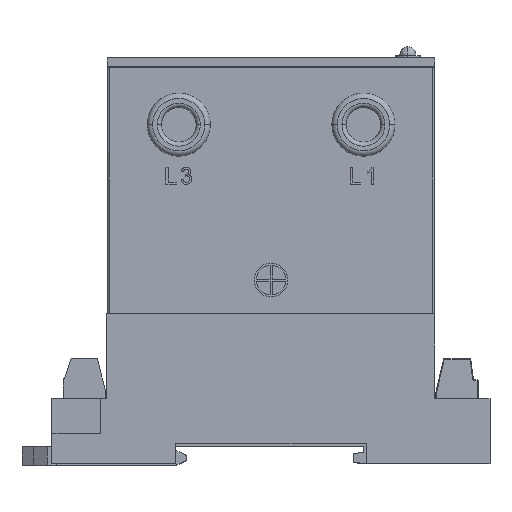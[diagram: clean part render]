
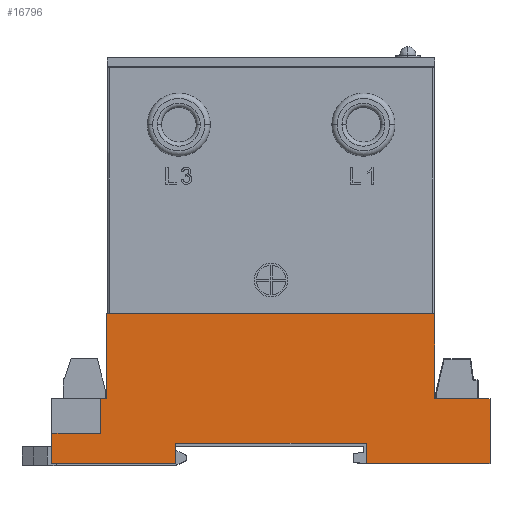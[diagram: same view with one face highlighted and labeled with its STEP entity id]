
A CAD part, top view. The second image highlights one B-rep face of the part: STEP entity #16796.
In plain terms, the highlighted face is planar.
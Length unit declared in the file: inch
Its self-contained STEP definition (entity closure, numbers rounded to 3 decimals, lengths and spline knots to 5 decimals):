
#198 = ORIENTED_EDGE ( 'NONE', *, *, #9906, .T. ) ;
#532 = ORIENTED_EDGE ( 'NONE', *, *, #24883, .T. ) ;
#645 = VERTEX_POINT ( 'NONE', #6477 ) ;
#857 = VECTOR ( 'NONE', #6536, 39.37008 ) ;
#1045 = AXIS2_PLACEMENT_3D ( 'NONE', #13502, #3668, #17368 ) ;
#1145 = ORIENTED_EDGE ( 'NONE', *, *, #18174, .F. ) ;
#1189 = VECTOR ( 'NONE', #24722, 39.37008 ) ;
#1457 = VECTOR ( 'NONE', #21639, 39.37008 ) ;
#1573 = ORIENTED_EDGE ( 'NONE', *, *, #2918, .T. ) ;
#1620 = CARTESIAN_POINT ( 'NONE',  ( -0.71, 0.15, -0.7105 ) ) ;
#1809 = VECTOR ( 'NONE', #9845, 39.37008 ) ;
#1846 = ORIENTED_EDGE ( 'NONE', *, *, #6762, .T. ) ;
#1859 = CARTESIAN_POINT ( 'NONE',  ( 1.6325, 0.222, -0.7105 ) ) ;
#1899 = VECTOR ( 'NONE', #2044, 39.37008 ) ;
#1966 = CARTESIAN_POINT ( 'NONE',  ( 1.2225, 1.115, -0.7105 ) ) ;
#1981 = ORIENTED_EDGE ( 'NONE', *, *, #19820, .F. ) ;
#1992 = VECTOR ( 'NONE', #24959, 39.37008 ) ;
#2044 = DIRECTION ( 'NONE',  ( -1., 0., 0. ) ) ;
#2126 = DIRECTION ( 'NONE',  ( 1., 0., 0. ) ) ;
#2187 = CARTESIAN_POINT ( 'NONE',  ( 0.71, 0.15, -0.7105 ) ) ;
#2581 = ORIENTED_EDGE ( 'NONE', *, *, #5140, .T. ) ;
#2775 = DIRECTION ( 'NONE',  ( 0., 1., 0. ) ) ;
#2880 = CARTESIAN_POINT ( 'NONE',  ( -1.6325, 0.482, -0.7105 ) ) ;
#2918 = EDGE_CURVE ( 'NONE', #23890, #11645, #12080, .T. ) ;
#3034 = VECTOR ( 'NONE', #20911, 39.37008 ) ;
#3076 = CARTESIAN_POINT ( 'NONE',  ( -1.6325, 0., -0.7105 ) ) ;
#3596 = VERTEX_POINT ( 'NONE', #11325 ) ;
#3668 = DIRECTION ( 'NONE',  ( 0., 0., 1. ) ) ;
#3883 = DIRECTION ( 'NONE',  ( -1., 0., 0. ) ) ;
#4390 = CARTESIAN_POINT ( 'NONE',  ( 1.2225, 0.482, -0.7105 ) ) ;
#4966 = CARTESIAN_POINT ( 'NONE',  ( 1.2675, 0.222, -0.7105 ) ) ;
#5140 = EDGE_CURVE ( 'NONE', #6042, #11570, #20438, .T. ) ;
#5532 = EDGE_CURVE ( 'NONE', #11570, #24313, #17141, .T. ) ;
#5591 = LINE ( 'NONE', #18424, #19863 ) ;
#6042 = VERTEX_POINT ( 'NONE', #9687 ) ;
#6064 = CARTESIAN_POINT ( 'NONE',  ( 1.2225, 0.482, -0.7105 ) ) ;
#6100 = ORIENTED_EDGE ( 'NONE', *, *, #7624, .T. ) ;
#6477 = CARTESIAN_POINT ( 'NONE',  ( -0.71, 0.15, -0.7105 ) ) ;
#6511 = LINE ( 'NONE', #11187, #1189 ) ;
#6536 = DIRECTION ( 'NONE',  ( 0., -1., 0. ) ) ;
#6762 = EDGE_CURVE ( 'NONE', #22690, #16231, #25238, .T. ) ;
#6846 = VECTOR ( 'NONE', #20459, 39.37008 ) ;
#6921 = VECTOR ( 'NONE', #15420, 39.37008 ) ;
#6938 = ORIENTED_EDGE ( 'NONE', *, *, #5532, .T. ) ;
#7075 = CARTESIAN_POINT ( 'NONE',  ( -1.6325, 0., -0.7105 ) ) ;
#7187 = LINE ( 'NONE', #11914, #1899 ) ;
#7294 = LINE ( 'NONE', #11431, #1992 ) ;
#7318 = EDGE_CURVE ( 'NONE', #24313, #645, #6511, .T. ) ;
#7565 = EDGE_CURVE ( 'NONE', #23890, #23402, #12653, .T. ) ;
#7624 = EDGE_CURVE ( 'NONE', #11645, #11556, #5591, .T. ) ;
#7682 = VERTEX_POINT ( 'NONE', #4966 ) ;
#7865 = CARTESIAN_POINT ( 'NONE',  ( 1.2675, 0.222, -0.7105 ) ) ;
#9295 = CARTESIAN_POINT ( 'NONE',  ( 1.6325, 1.115, -0.7105 ) ) ;
#9333 = CARTESIAN_POINT ( 'NONE',  ( 0.71, 0., -0.7105 ) ) ;
#9372 = ORIENTED_EDGE ( 'NONE', *, *, #18583, .T. ) ;
#9521 = PLANE ( 'NONE',  #1045 ) ;
#9591 = ORIENTED_EDGE ( 'NONE', *, *, #20398, .F. ) ;
#9687 = CARTESIAN_POINT ( 'NONE',  ( 1.6325, 0., -0.7105 ) ) ;
#9845 = DIRECTION ( 'NONE',  ( 0., 1., 0. ) ) ;
#9906 = EDGE_CURVE ( 'NONE', #19909, #22690, #7294, .T. ) ;
#10032 = EDGE_LOOP ( 'NONE', ( #2581, #6938, #25102, #15964, #532, #20812, #1573, #6100, #1981, #198, #1846, #1145, #9591, #9372 ) ) ;
#11112 = VECTOR ( 'NONE', #3883, 39.37008 ) ;
#11187 = CARTESIAN_POINT ( 'NONE',  ( -0.71, 0.15, -0.7105 ) ) ;
#11325 = CARTESIAN_POINT ( 'NONE',  ( 1.6325, 0.222, -0.7105 ) ) ;
#11431 = CARTESIAN_POINT ( 'NONE',  ( 1.2225, 1.115, -0.7105 ) ) ;
#11556 = VERTEX_POINT ( 'NONE', #19029 ) ;
#11570 = VERTEX_POINT ( 'NONE', #9333 ) ;
#11598 = CARTESIAN_POINT ( 'NONE',  ( -1.2225, 0.482, -0.7105 ) ) ;
#11645 = VERTEX_POINT ( 'NONE', #11598 ) ;
#11914 = CARTESIAN_POINT ( 'NONE',  ( -1.6325, 0., -0.7105 ) ) ;
#12080 = LINE ( 'NONE', #2880, #6846 ) ;
#12653 = LINE ( 'NONE', #18195, #857 ) ;
#13502 = CARTESIAN_POINT ( 'NONE',  ( -1.6325, 1.115, -0.7105 ) ) ;
#13581 = DIRECTION ( 'NONE',  ( -1., 0., 0. ) ) ;
#14437 = CARTESIAN_POINT ( 'NONE',  ( -1.6325, 0.482, -0.7105 ) ) ;
#14735 = VECTOR ( 'NONE', #18711, 39.37008 ) ;
#15420 = DIRECTION ( 'NONE',  ( 0., -1., 0. ) ) ;
#15681 = EDGE_CURVE ( 'NONE', #645, #19948, #17310, .T. ) ;
#15857 = CARTESIAN_POINT ( 'NONE',  ( 0.71, 0.15, -0.7105 ) ) ;
#15964 = ORIENTED_EDGE ( 'NONE', *, *, #15681, .T. ) ;
#16231 = VERTEX_POINT ( 'NONE', #25084 ) ;
#16496 = LINE ( 'NONE', #25128, #17097 ) ;
#16796 = ADVANCED_FACE ( 'NONE', ( #17550 ), #9521, .F. ) ;
#17097 = VECTOR ( 'NONE', #13581, 39.37008 ) ;
#17141 = LINE ( 'NONE', #2187, #1457 ) ;
#17310 = LINE ( 'NONE', #1620, #6921 ) ;
#17368 = DIRECTION ( 'NONE',  ( 1., 0., 0. ) ) ;
#17550 = FACE_OUTER_BOUND ( 'NONE', #10032, .T. ) ;
#18073 = LINE ( 'NONE', #7865, #1809 ) ;
#18174 = EDGE_CURVE ( 'NONE', #7682, #16231, #18073, .T. ) ;
#18195 = CARTESIAN_POINT ( 'NONE',  ( -1.6325, 1.115, -0.7105 ) ) ;
#18424 = CARTESIAN_POINT ( 'NONE',  ( -1.2225, 1.115, -0.7105 ) ) ;
#18583 = EDGE_CURVE ( 'NONE', #3596, #6042, #23162, .T. ) ;
#18711 = DIRECTION ( 'NONE',  ( -1., 0., 0. ) ) ;
#19029 = CARTESIAN_POINT ( 'NONE',  ( -1.2225, 1.115, -0.7105 ) ) ;
#19820 = EDGE_CURVE ( 'NONE', #19909, #11556, #16496, .T. ) ;
#19863 = VECTOR ( 'NONE', #2775, 39.37008 ) ;
#19909 = VERTEX_POINT ( 'NONE', #1966 ) ;
#19948 = VERTEX_POINT ( 'NONE', #21604 ) ;
#20060 = VECTOR ( 'NONE', #2126, 39.37008 ) ;
#20398 = EDGE_CURVE ( 'NONE', #3596, #7682, #21387, .T. ) ;
#20438 = LINE ( 'NONE', #3076, #14735 ) ;
#20459 = DIRECTION ( 'NONE',  ( 1., 0., 0. ) ) ;
#20812 = ORIENTED_EDGE ( 'NONE', *, *, #7565, .F. ) ;
#20911 = DIRECTION ( 'NONE',  ( 0., -1., 0. ) ) ;
#21387 = LINE ( 'NONE', #1859, #11112 ) ;
#21604 = CARTESIAN_POINT ( 'NONE',  ( -0.71, 0., -0.7105 ) ) ;
#21639 = DIRECTION ( 'NONE',  ( 0., 1., 0. ) ) ;
#22690 = VERTEX_POINT ( 'NONE', #4390 ) ;
#23162 = LINE ( 'NONE', #9295, #3034 ) ;
#23402 = VERTEX_POINT ( 'NONE', #7075 ) ;
#23890 = VERTEX_POINT ( 'NONE', #14437 ) ;
#24313 = VERTEX_POINT ( 'NONE', #15857 ) ;
#24722 = DIRECTION ( 'NONE',  ( -1., 0., 0. ) ) ;
#24883 = EDGE_CURVE ( 'NONE', #19948, #23402, #7187, .T. ) ;
#24959 = DIRECTION ( 'NONE',  ( 0., -1., 0. ) ) ;
#25084 = CARTESIAN_POINT ( 'NONE',  ( 1.2675, 0.482, -0.7105 ) ) ;
#25102 = ORIENTED_EDGE ( 'NONE', *, *, #7318, .T. ) ;
#25128 = CARTESIAN_POINT ( 'NONE',  ( -1.6325, 1.115, -0.7105 ) ) ;
#25238 = LINE ( 'NONE', #6064, #20060 ) ;
